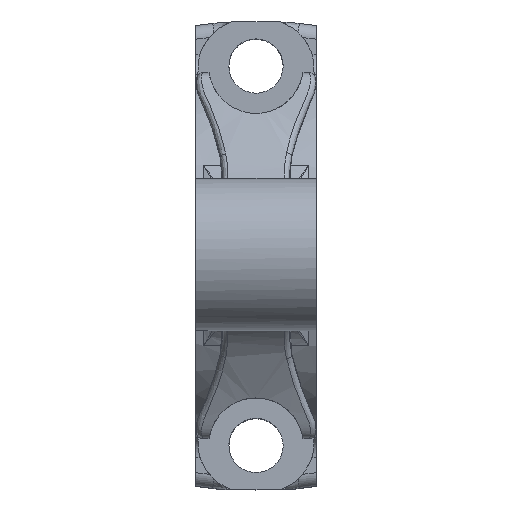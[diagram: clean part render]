
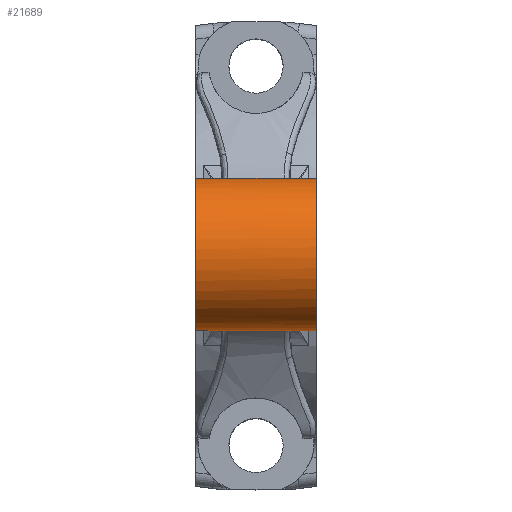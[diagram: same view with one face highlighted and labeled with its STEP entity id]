
A CAD part, top view. The second image highlights one B-rep face of the part: STEP entity #21689.
In plain terms, the highlighted free-form (B-spline) face has degree [2, 1] with [9, 2] control points.
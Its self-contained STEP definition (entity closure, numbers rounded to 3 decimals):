
#1616 = VERTEX_POINT('',#1617);
#1617 = CARTESIAN_POINT('',(8.276,-11.449,
    135.339));
#2071 = VERTEX_POINT('',#2072);
#2072 = CARTESIAN_POINT('',(-8.276,-11.449,
    135.339));
#2083 = EDGE_CURVE('',#1616,#2071,#2084,.T.);
#2084 = B_SPLINE_CURVE_WITH_KNOTS('',1,(#2085,#2086),.UNSPECIFIED.,.F.,
  .F.,(2,2),(-6.986,6.986),.PIECEWISE_BEZIER_KNOTS.);
#2085 = CARTESIAN_POINT('',(8.276,-11.449,
    135.339));
#2086 = CARTESIAN_POINT('',(-8.276,-11.449,
    135.339));
#2263 = VERTEX_POINT('',#2264);
#2264 = CARTESIAN_POINT('',(8.276,11.449,
    135.339));
#2583 = EDGE_CURVE('',#2071,#2584,#2586,.T.);
#2584 = VERTEX_POINT('',#2585);
#2585 = CARTESIAN_POINT('',(-8.276,11.449,
    135.339));
#2586 = ( BOUNDED_CURVE() B_SPLINE_CURVE(2,(#2587,#2588,#2589),
.UNSPECIFIED.,.F.,.F.) B_SPLINE_CURVE_WITH_KNOTS((3,3),(5.25,
7.317),.PIECEWISE_BEZIER_KNOTS.) CURVE() 
GEOMETRIC_REPRESENTATION_ITEM() RATIONAL_B_SPLINE_CURVE((1.,
0.512,1.)) REPRESENTATION_ITEM('') );
#2587 = CARTESIAN_POINT('',(-8.276,-11.449,
    135.339));
#2588 = CARTESIAN_POINT('',(-8.474,0.,
    116.124));
#2589 = CARTESIAN_POINT('',(-8.276,11.449,
    135.339));
#3046 = EDGE_CURVE('',#2584,#2263,#3047,.T.);
#3047 = B_SPLINE_CURVE_WITH_KNOTS('',1,(#3048,#3049),.UNSPECIFIED.,.F.,
  .F.,(2,2),(-6.986,6.986),.PIECEWISE_BEZIER_KNOTS.);
#3048 = CARTESIAN_POINT('',(-8.276,11.449,
    135.339));
#3049 = CARTESIAN_POINT('',(8.276,11.449,
    135.339));
#13099 = EDGE_CURVE('',#2263,#1616,#13100,.T.);
#13100 = ( BOUNDED_CURVE() B_SPLINE_CURVE(2,(#13101,#13102,#13103),
.UNSPECIFIED.,.F.,.F.) B_SPLINE_CURVE_WITH_KNOTS((3,3),(5.25,
7.317),.PIECEWISE_BEZIER_KNOTS.) CURVE() 
GEOMETRIC_REPRESENTATION_ITEM() RATIONAL_B_SPLINE_CURVE((1.,
0.512,1.)) REPRESENTATION_ITEM('') );
#13101 = CARTESIAN_POINT('',(8.276,11.449,
    135.339));
#13102 = CARTESIAN_POINT('',(8.474,0.,
    116.124));
#13103 = CARTESIAN_POINT('',(8.276,-11.449,
    135.339));
#21618 = EDGE_CURVE('',#21619,#21619,#21621,.T.);
#21619 = VERTEX_POINT('',#21620);
#21620 = CARTESIAN_POINT('',(-10.544,-13.328,
    142.161));
#21621 = ( BOUNDED_CURVE() B_SPLINE_CURVE(2,(#21622,#21623,#21624,#21625
    ,#21626,#21627,#21628),.UNSPECIFIED.,.T.,.F.) 
B_SPLINE_CURVE_WITH_KNOTS((3,2,2,3),(3.142,5.236,
7.33,9.425),.PIECEWISE_BEZIER_KNOTS.) CURVE() 
GEOMETRIC_REPRESENTATION_ITEM() RATIONAL_B_SPLINE_CURVE((1.,0.5,1.,0.5,
1.,0.5,1.)) REPRESENTATION_ITEM('') );
#21622 = CARTESIAN_POINT('',(-10.544,-13.328,
    142.161));
#21623 = CARTESIAN_POINT('',(-10.544,-13.328,
    165.245));
#21624 = CARTESIAN_POINT('',(-10.544,6.664,
    153.703));
#21625 = CARTESIAN_POINT('',(-10.544,26.655,
    142.161));
#21626 = CARTESIAN_POINT('',(-10.544,6.664,
    130.619));
#21627 = CARTESIAN_POINT('',(-10.544,-13.328,
    119.077));
#21628 = CARTESIAN_POINT('',(-10.544,-13.328,
    142.161));
#21689 = ADVANCED_FACE('',(#21690,#21711),#21717,.T.);
#21690 = FACE_BOUND('',#21691,.T.);
#21691 = EDGE_LOOP('',(#21692,#21704,#21709,#21710));
#21692 = ORIENTED_EDGE('',*,*,#21693,.F.);
#21693 = EDGE_CURVE('',#21694,#21694,#21696,.T.);
#21694 = VERTEX_POINT('',#21695);
#21695 = CARTESIAN_POINT('',(10.544,-13.328,
    142.161));
#21696 = ( BOUNDED_CURVE() B_SPLINE_CURVE(2,(#21697,#21698,#21699,#21700
    ,#21701,#21702,#21703),.UNSPECIFIED.,.T.,.F.) 
B_SPLINE_CURVE_WITH_KNOTS((3,2,2,3),(3.142,5.236,
7.33,9.425),.PIECEWISE_BEZIER_KNOTS.) CURVE() 
GEOMETRIC_REPRESENTATION_ITEM() RATIONAL_B_SPLINE_CURVE((1.,0.5,1.,0.5,
1.,0.5,1.)) REPRESENTATION_ITEM('') );
#21697 = CARTESIAN_POINT('',(10.544,-13.328,
    142.161));
#21698 = CARTESIAN_POINT('',(10.544,-13.328,
    119.077));
#21699 = CARTESIAN_POINT('',(10.544,6.664,
    130.619));
#21700 = CARTESIAN_POINT('',(10.544,26.655,
    142.161));
#21701 = CARTESIAN_POINT('',(10.544,6.664,
    153.703));
#21702 = CARTESIAN_POINT('',(10.544,-13.328,
    165.245));
#21703 = CARTESIAN_POINT('',(10.544,-13.328,
    142.161));
#21704 = ORIENTED_EDGE('',*,*,#21705,.T.);
#21705 = EDGE_CURVE('',#21694,#21619,#21706,.T.);
#21706 = B_SPLINE_CURVE_WITH_KNOTS('',1,(#21707,#21708),.UNSPECIFIED.,
  .F.,.F.,(2,2),(-8.9,8.9),.PIECEWISE_BEZIER_KNOTS.);
#21707 = CARTESIAN_POINT('',(10.544,-13.328,
    142.161));
#21708 = CARTESIAN_POINT('',(-10.544,-13.328,
    142.161));
#21709 = ORIENTED_EDGE('',*,*,#21618,.F.);
#21710 = ORIENTED_EDGE('',*,*,#21705,.F.);
#21711 = FACE_BOUND('',#21712,.T.);
#21712 = EDGE_LOOP('',(#21713,#21714,#21715,#21716));
#21713 = ORIENTED_EDGE('',*,*,#3046,.F.);
#21714 = ORIENTED_EDGE('',*,*,#2583,.F.);
#21715 = ORIENTED_EDGE('',*,*,#2083,.F.);
#21716 = ORIENTED_EDGE('',*,*,#13099,.F.);
#21717 = ( BOUNDED_SURFACE() B_SPLINE_SURFACE(2,1,(
    (#21718,#21719)
    ,(#21720,#21721)
    ,(#21722,#21723)
    ,(#21724,#21725)
    ,(#21726,#21727)
    ,(#21728,#21729)
    ,(#21730,#21731)
    ,(#21732,#21733)
    ,(#21734,#21735
)),.UNSPECIFIED.,.T.,.F.,.F.) B_SPLINE_SURFACE_WITH_KNOTS((3,2,2,2,3),(2
    ,2),(-3.142,-2.094,0.,2.094,3.142)
,(-8.9,8.9),.UNSPECIFIED.) GEOMETRIC_REPRESENTATION_ITEM() 
RATIONAL_B_SPLINE_SURFACE((
    (0.75,0.75)
    ,(0.75,0.75)
    ,(1.,1.)
    ,(0.5,0.5)
    ,(1.,1.)
    ,(0.5,0.5)
    ,(1.,1.)
    ,(0.75,0.75)
,(0.75,0.75))) REPRESENTATION_ITEM('') SURFACE() );
#21718 = CARTESIAN_POINT('',(-10.544,-13.328,
    142.161));
#21719 = CARTESIAN_POINT('',(10.544,-13.328,
    142.161));
#21720 = CARTESIAN_POINT('',(-10.544,-13.328,
    134.467));
#21721 = CARTESIAN_POINT('',(10.544,-13.328,
    134.467));
#21722 = CARTESIAN_POINT('',(-10.544,-6.664,
    130.619));
#21723 = CARTESIAN_POINT('',(10.544,-6.664,
    130.619));
#21724 = CARTESIAN_POINT('',(-10.544,13.328,
    119.077));
#21725 = CARTESIAN_POINT('',(10.544,13.328,
    119.077));
#21726 = CARTESIAN_POINT('',(-10.544,13.328,
    142.161));
#21727 = CARTESIAN_POINT('',(10.544,13.328,
    142.161));
#21728 = CARTESIAN_POINT('',(-10.544,13.328,
    165.245));
#21729 = CARTESIAN_POINT('',(10.544,13.328,
    165.245));
#21730 = CARTESIAN_POINT('',(-10.544,-6.664,
    153.703));
#21731 = CARTESIAN_POINT('',(10.544,-6.664,
    153.703));
#21732 = CARTESIAN_POINT('',(-10.544,-13.328,
    149.856));
#21733 = CARTESIAN_POINT('',(10.544,-13.328,
    149.856));
#21734 = CARTESIAN_POINT('',(-10.544,-13.328,
    142.161));
#21735 = CARTESIAN_POINT('',(10.544,-13.328,
    142.161));
